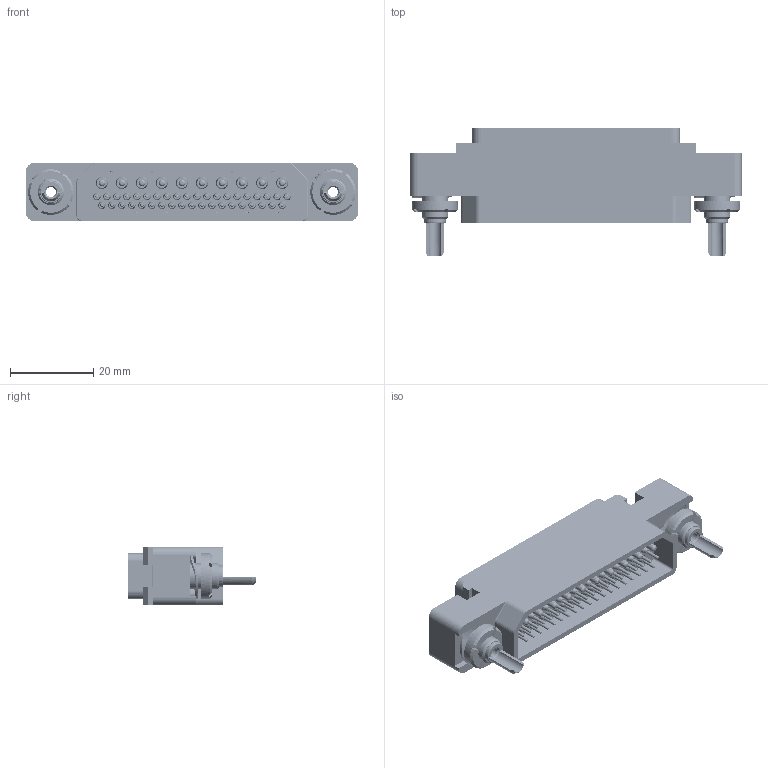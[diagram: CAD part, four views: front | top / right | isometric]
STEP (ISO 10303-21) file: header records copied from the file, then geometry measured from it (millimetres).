
FILE_DESCRIPTION((''),'2;1');
FILE_NAME('1900ND03P1B00B','2019-10-25T',('presta_be4'),(''),'CREO PARAMETRIC BY PTC INC, 2018360','CREO PARAMETRIC BY PTC INC, 2018360','');
FILE_SCHEMA(('CONFIG_CONTROL_DESIGN'));
Products named in the file (1): 1900ND03P1B00B
Bounding box: 80 x 30.77 x 14 mm (x, y, z)
Volume: 13177.6 mm3; surface area: 16985.6 mm2
Topology: 1 solids, 1 shells, 5953 faces, 13653 edges, 8067 vertices
Faces by surface type: plane 1805, cylinder 1805, torus 1309, cone 906, bspline 102, extrusion 26
Entity records: 187801 total; most frequent: CARTESIAN_POINT 50059, DIRECTION 31314, ORIENTED_EDGE 27102, EDGE_CURVE 13551, AXIS2_PLACEMENT_3D 12349, VERTEX_POINT 8067, EDGE_LOOP 6658, VECTOR 6616
